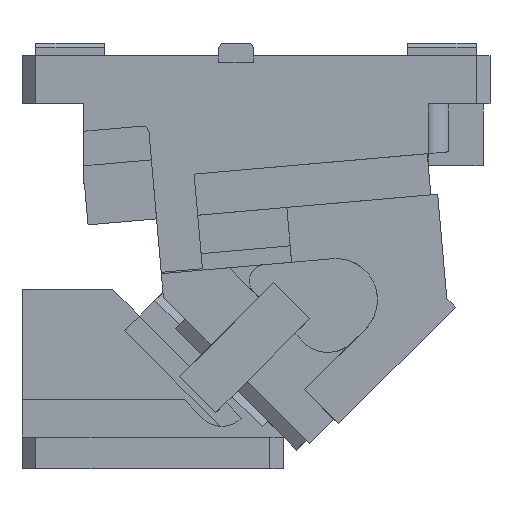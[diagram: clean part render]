
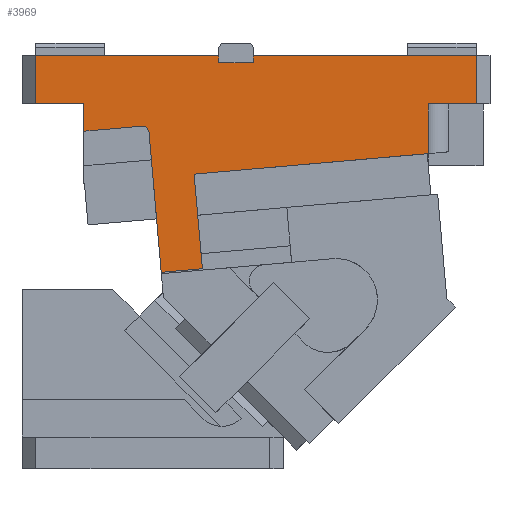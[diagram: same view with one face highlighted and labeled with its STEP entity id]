
A CAD part, front view. The second image highlights one B-rep face of the part: STEP entity #3969.
In plain terms, the highlighted planar face has unit normal (0, -1, 0).
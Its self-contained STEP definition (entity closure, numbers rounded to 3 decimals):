
#3233=CARTESIAN_POINT('Vertex',(10.,-100.,300.)) ;
#3236=CARTESIAN_POINT('Line Origine',(76.493,-100.,300.)) ;
#3240=CARTESIAN_POINT('Vertex',(142.986,-100.,300.)) ;
#3569=CARTESIAN_POINT('Vertex',(45.,-100.,265.)) ;
#3572=CARTESIAN_POINT('Line Origine',(27.5,-100.,265.)) ;
#3576=CARTESIAN_POINT('Vertex',(10.,-100.,265.)) ;
#3828=CARTESIAN_POINT('Line Origine',(10.,-100.,282.5)) ;
#3840=CARTESIAN_POINT('Axis2P3D Location',(265.66,-100.,241.341)) ;
#3845=CARTESIAN_POINT('Line Origine',(65.926,-100.,246.981)) ;
#3849=CARTESIAN_POINT('Vertex',(86.852,-100.,248.812)) ;
#3851=CARTESIAN_POINT('Vertex',(45.,-100.,245.15)) ;
#3855=CARTESIAN_POINT('Control Point',(92.269,-100.,244.267)) ;
#3856=CARTESIAN_POINT('Control Point',(92.221,-100.,244.812)) ;
#3857=CARTESIAN_POINT('Control Point',(92.098,-100.,245.351)) ;
#3858=CARTESIAN_POINT('Control Point',(91.902,-100.,245.87)) ;
#3859=CARTESIAN_POINT('Control Point',(91.373,-100.,246.841)) ;
#3860=CARTESIAN_POINT('Control Point',(90.603,-100.,247.634)) ;
#3861=CARTESIAN_POINT('Control Point',(90.165,-100.,247.975)) ;
#3862=CARTESIAN_POINT('Control Point',(89.271,-100.,248.492)) ;
#3863=CARTESIAN_POINT('Control Point',(88.278,-100.,248.767)) ;
#3864=CARTESIAN_POINT('Control Point',(87.804,-100.,248.839)) ;
#3865=CARTESIAN_POINT('Control Point',(87.325,-100.,248.853)) ;
#3866=CARTESIAN_POINT('Control Point',(86.852,-100.,248.812)) ;
#3867=CARTESIAN_POINT('Vertex',(92.269,-100.,244.267)) ;
#3870=CARTESIAN_POINT('Line Origine',(96.714,-100.,193.461)) ;
#3874=CARTESIAN_POINT('Vertex',(101.158,-100.,142.655)) ;
#3877=CARTESIAN_POINT('Line Origine',(116.101,-100.,143.962)) ;
#3881=CARTESIAN_POINT('Vertex',(131.044,-100.,145.27)) ;
#3884=CARTESIAN_POINT('Line Origine',(128.037,-100.,179.638)) ;
#3888=CARTESIAN_POINT('Vertex',(125.031,-100.,214.007)) ;
#3891=CARTESIAN_POINT('Line Origine',(210.015,-100.,221.442)) ;
#3895=CARTESIAN_POINT('Vertex',(295.,-100.,228.877)) ;
#3898=CARTESIAN_POINT('Line Origine',(295.,-100.,246.939)) ;
#3902=CARTESIAN_POINT('Vertex',(295.,-100.,265.)) ;
#3905=CARTESIAN_POINT('Line Origine',(312.5,-100.,265.)) ;
#3909=CARTESIAN_POINT('Vertex',(330.,-100.,265.)) ;
#3912=CARTESIAN_POINT('Line Origine',(330.,-100.,282.5)) ;
#3916=CARTESIAN_POINT('Vertex',(330.,-100.,300.)) ;
#3919=CARTESIAN_POINT('Line Origine',(248.993,-100.,300.)) ;
#3923=CARTESIAN_POINT('Vertex',(167.986,-100.,300.)) ;
#3926=CARTESIAN_POINT('Line Origine',(167.986,-100.,297.5)) ;
#3930=CARTESIAN_POINT('Vertex',(167.986,-100.,295.)) ;
#3933=CARTESIAN_POINT('Line Origine',(155.486,-100.,295.)) ;
#3937=CARTESIAN_POINT('Vertex',(142.986,-100.,295.)) ;
#3940=CARTESIAN_POINT('Line Origine',(142.986,-100.,297.5)) ;
#3945=CARTESIAN_POINT('Line Origine',(45.,-100.,255.075)) ;
#3237=DIRECTION('Vector Direction',(-1.,0.,0.)) ;
#3573=DIRECTION('Vector Direction',(1.,0.,0.)) ;
#3829=DIRECTION('Vector Direction',(0.,0.,1.)) ;
#3841=DIRECTION('Axis2P3D Direction',(0.,1.,-0.)) ;
#3842=DIRECTION('Axis2P3D XDirection',(-1.,0.,0.)) ;
#3846=DIRECTION('Vector Direction',(-0.996,0.,-0.087)) ;
#3871=DIRECTION('Vector Direction',(0.087,0.,-0.996)) ;
#3878=DIRECTION('Vector Direction',(-0.996,0.,-0.087)) ;
#3885=DIRECTION('Vector Direction',(-0.087,0.,0.996)) ;
#3892=DIRECTION('Vector Direction',(0.996,0.,0.087)) ;
#3899=DIRECTION('Vector Direction',(0.,0.,1.)) ;
#3906=DIRECTION('Vector Direction',(1.,0.,0.)) ;
#3913=DIRECTION('Vector Direction',(0.,0.,-1.)) ;
#3920=DIRECTION('Vector Direction',(-1.,0.,0.)) ;
#3927=DIRECTION('Vector Direction',(0.,0.,1.)) ;
#3934=DIRECTION('Vector Direction',(1.,0.,0.)) ;
#3941=DIRECTION('Vector Direction',(0.,0.,1.)) ;
#3946=DIRECTION('Vector Direction',(0.,0.,1.)) ;
#3843=AXIS2_PLACEMENT_3D('Plane Axis2P3D',#3840,#3841,#3842) ;
#3951=ORIENTED_EDGE('',*,*,#3853,.F.) ;
#3952=ORIENTED_EDGE('',*,*,#3869,.F.) ;
#3953=ORIENTED_EDGE('',*,*,#3876,.T.) ;
#3954=ORIENTED_EDGE('',*,*,#3883,.F.) ;
#3955=ORIENTED_EDGE('',*,*,#3890,.T.) ;
#3956=ORIENTED_EDGE('',*,*,#3897,.T.) ;
#3957=ORIENTED_EDGE('',*,*,#3904,.T.) ;
#3958=ORIENTED_EDGE('',*,*,#3911,.T.) ;
#3959=ORIENTED_EDGE('',*,*,#3918,.F.) ;
#3960=ORIENTED_EDGE('',*,*,#3925,.T.) ;
#3961=ORIENTED_EDGE('',*,*,#3932,.F.) ;
#3962=ORIENTED_EDGE('',*,*,#3939,.F.) ;
#3963=ORIENTED_EDGE('',*,*,#3944,.T.) ;
#3964=ORIENTED_EDGE('',*,*,#3242,.T.) ;
#3965=ORIENTED_EDGE('',*,*,#3832,.F.) ;
#3966=ORIENTED_EDGE('',*,*,#3578,.T.) ;
#3967=ORIENTED_EDGE('',*,*,#3949,.F.) ;
#3238=VECTOR('Line Direction',#3237,1.) ;
#3574=VECTOR('Line Direction',#3573,1.) ;
#3830=VECTOR('Line Direction',#3829,1.) ;
#3847=VECTOR('Line Direction',#3846,1.) ;
#3872=VECTOR('Line Direction',#3871,1.) ;
#3879=VECTOR('Line Direction',#3878,1.) ;
#3886=VECTOR('Line Direction',#3885,1.) ;
#3893=VECTOR('Line Direction',#3892,1.) ;
#3900=VECTOR('Line Direction',#3899,1.) ;
#3907=VECTOR('Line Direction',#3906,1.) ;
#3914=VECTOR('Line Direction',#3913,1.) ;
#3921=VECTOR('Line Direction',#3920,1.) ;
#3928=VECTOR('Line Direction',#3927,1.) ;
#3935=VECTOR('Line Direction',#3934,1.) ;
#3942=VECTOR('Line Direction',#3941,1.) ;
#3947=VECTOR('Line Direction',#3946,1.) ;
#3969=ADVANCED_FACE('CAM HOLDER',(#3968),#3844,.F.) ;
#3854=B_SPLINE_CURVE_WITH_KNOTS('',5,(#3855,#3856,#3857,#3858,#3859,#3860,#3861,#3862,#3863,#3864,#3865,#3866),.UNSPECIFIED.,.F.,.U.,(6,3,3,6),(0.,3.873,7.746,11.107),.UNSPECIFIED.) ;
#3242=EDGE_CURVE('',#3241,#3234,#3239,.T.) ;
#3578=EDGE_CURVE('',#3577,#3570,#3575,.T.) ;
#3832=EDGE_CURVE('',#3577,#3234,#3831,.T.) ;
#3853=EDGE_CURVE('',#3850,#3852,#3848,.T.) ;
#3869=EDGE_CURVE('',#3868,#3850,#3854,.T.) ;
#3876=EDGE_CURVE('',#3868,#3875,#3873,.T.) ;
#3883=EDGE_CURVE('',#3882,#3875,#3880,.T.) ;
#3890=EDGE_CURVE('',#3882,#3889,#3887,.T.) ;
#3897=EDGE_CURVE('',#3889,#3896,#3894,.T.) ;
#3904=EDGE_CURVE('',#3896,#3903,#3901,.T.) ;
#3911=EDGE_CURVE('',#3903,#3910,#3908,.T.) ;
#3918=EDGE_CURVE('',#3917,#3910,#3915,.T.) ;
#3925=EDGE_CURVE('',#3917,#3924,#3922,.T.) ;
#3932=EDGE_CURVE('',#3931,#3924,#3929,.T.) ;
#3939=EDGE_CURVE('',#3938,#3931,#3936,.T.) ;
#3944=EDGE_CURVE('',#3938,#3241,#3943,.T.) ;
#3949=EDGE_CURVE('',#3852,#3570,#3948,.T.) ;
#3950=EDGE_LOOP('',(#3951,#3952,#3953,#3954,#3955,#3956,#3957,#3958,#3959,#3960,#3961,#3962,#3963,#3964,#3965,#3966,#3967)) ;
#3968=FACE_OUTER_BOUND('',#3950,.T.) ;
#3239=LINE('Line',#3236,#3238) ;
#3575=LINE('Line',#3572,#3574) ;
#3831=LINE('Line',#3828,#3830) ;
#3848=LINE('Line',#3845,#3847) ;
#3873=LINE('Line',#3870,#3872) ;
#3880=LINE('Line',#3877,#3879) ;
#3887=LINE('Line',#3884,#3886) ;
#3894=LINE('Line',#3891,#3893) ;
#3901=LINE('Line',#3898,#3900) ;
#3908=LINE('Line',#3905,#3907) ;
#3915=LINE('Line',#3912,#3914) ;
#3922=LINE('Line',#3919,#3921) ;
#3929=LINE('Line',#3926,#3928) ;
#3936=LINE('Line',#3933,#3935) ;
#3943=LINE('Line',#3940,#3942) ;
#3948=LINE('Line',#3945,#3947) ;
#3844=PLANE('Plane',#3843) ;
#3234=VERTEX_POINT('',#3233) ;
#3241=VERTEX_POINT('',#3240) ;
#3570=VERTEX_POINT('',#3569) ;
#3577=VERTEX_POINT('',#3576) ;
#3850=VERTEX_POINT('',#3849) ;
#3852=VERTEX_POINT('',#3851) ;
#3868=VERTEX_POINT('',#3867) ;
#3875=VERTEX_POINT('',#3874) ;
#3882=VERTEX_POINT('',#3881) ;
#3889=VERTEX_POINT('',#3888) ;
#3896=VERTEX_POINT('',#3895) ;
#3903=VERTEX_POINT('',#3902) ;
#3910=VERTEX_POINT('',#3909) ;
#3917=VERTEX_POINT('',#3916) ;
#3924=VERTEX_POINT('',#3923) ;
#3931=VERTEX_POINT('',#3930) ;
#3938=VERTEX_POINT('',#3937) ;
